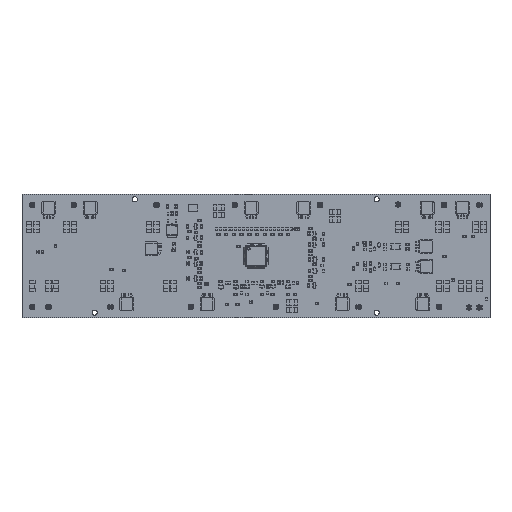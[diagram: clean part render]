
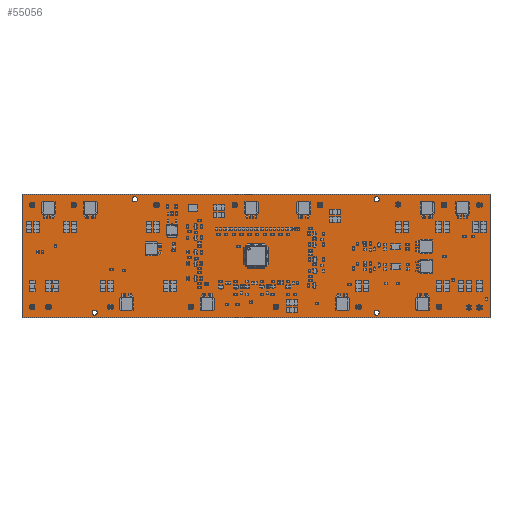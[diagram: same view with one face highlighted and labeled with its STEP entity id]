
A CAD part, top view. The second image highlights one B-rep face of the part: STEP entity #55056.
In plain terms, the highlighted planar face has unit normal (0, 0, 1).
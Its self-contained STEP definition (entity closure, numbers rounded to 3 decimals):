
#54900 = VERTEX_POINT('',#54901);
#54901 = CARTESIAN_POINT('',(266.,0.,1.6));
#54907 = EDGE_CURVE('',#54900,#54908,#54910,.T.);
#54908 = VERTEX_POINT('',#54909);
#54909 = CARTESIAN_POINT('',(0.,0.,1.6));
#54910 = LINE('',#54911,#54912);
#54911 = CARTESIAN_POINT('',(266.,0.,1.6));
#54912 = VECTOR('',#54913,1.);
#54913 = DIRECTION('',(-1.,0.,0.));
#54940 = VERTEX_POINT('',#54941);
#54941 = CARTESIAN_POINT('',(266.,70.,1.6));
#54947 = EDGE_CURVE('',#54940,#54900,#54948,.T.);
#54948 = LINE('',#54949,#54950);
#54949 = CARTESIAN_POINT('',(266.,70.,1.6));
#54950 = VECTOR('',#54951,1.);
#54951 = DIRECTION('',(0.,-1.,0.));
#54969 = EDGE_CURVE('',#54908,#54970,#54972,.T.);
#54970 = VERTEX_POINT('',#54971);
#54971 = CARTESIAN_POINT('',(0.,70.,1.6));
#54972 = LINE('',#54973,#54974);
#54973 = CARTESIAN_POINT('',(0.,0.,1.6));
#54974 = VECTOR('',#54975,1.);
#54975 = DIRECTION('',(0.,1.,0.));
#55056 = ADVANCED_FACE('',(#55057,#55068,#55079,#55090,#55101),#55112,
  .T.);
#55057 = FACE_BOUND('',#55058,.T.);
#55058 = EDGE_LOOP('',(#55059,#55060,#55061,#55067));
#55059 = ORIENTED_EDGE('',*,*,#54907,.F.);
#55060 = ORIENTED_EDGE('',*,*,#54947,.F.);
#55061 = ORIENTED_EDGE('',*,*,#55062,.F.);
#55062 = EDGE_CURVE('',#54970,#54940,#55063,.T.);
#55063 = LINE('',#55064,#55065);
#55064 = CARTESIAN_POINT('',(0.,70.,1.6));
#55065 = VECTOR('',#55066,1.);
#55066 = DIRECTION('',(1.,0.,0.));
#55067 = ORIENTED_EDGE('',*,*,#54969,.F.);
#55068 = FACE_BOUND('',#55069,.T.);
#55069 = EDGE_LOOP('',(#55070));
#55070 = ORIENTED_EDGE('',*,*,#55071,.T.);
#55071 = EDGE_CURVE('',#55072,#55072,#55074,.T.);
#55072 = VERTEX_POINT('',#55073);
#55073 = CARTESIAN_POINT('',(41.3,1.294,1.6));
#55074 = CIRCLE('',#55075,1.5);
#55075 = AXIS2_PLACEMENT_3D('',#55076,#55077,#55078);
#55076 = CARTESIAN_POINT('',(41.3,2.794,1.6));
#55077 = DIRECTION('',(-0.,0.,-1.));
#55078 = DIRECTION('',(-0.,-1.,0.));
#55079 = FACE_BOUND('',#55080,.T.);
#55080 = EDGE_LOOP('',(#55081));
#55081 = ORIENTED_EDGE('',*,*,#55082,.T.);
#55082 = EDGE_CURVE('',#55083,#55083,#55085,.T.);
#55083 = VERTEX_POINT('',#55084);
#55084 = CARTESIAN_POINT('',(201.6,1.294,1.6));
#55085 = CIRCLE('',#55086,1.5);
#55086 = AXIS2_PLACEMENT_3D('',#55087,#55088,#55089);
#55087 = CARTESIAN_POINT('',(201.6,2.794,1.6));
#55088 = DIRECTION('',(-0.,0.,-1.));
#55089 = DIRECTION('',(-0.,-1.,0.));
#55090 = FACE_BOUND('',#55091,.T.);
#55091 = EDGE_LOOP('',(#55092));
#55092 = ORIENTED_EDGE('',*,*,#55093,.T.);
#55093 = EDGE_CURVE('',#55094,#55094,#55096,.T.);
#55094 = VERTEX_POINT('',#55095);
#55095 = CARTESIAN_POINT('',(64.1,65.706,1.6));
#55096 = CIRCLE('',#55097,1.5);
#55097 = AXIS2_PLACEMENT_3D('',#55098,#55099,#55100);
#55098 = CARTESIAN_POINT('',(64.1,67.206,1.6));
#55099 = DIRECTION('',(-0.,0.,-1.));
#55100 = DIRECTION('',(-0.,-1.,0.));
#55101 = FACE_BOUND('',#55102,.T.);
#55102 = EDGE_LOOP('',(#55103));
#55103 = ORIENTED_EDGE('',*,*,#55104,.T.);
#55104 = EDGE_CURVE('',#55105,#55105,#55107,.T.);
#55105 = VERTEX_POINT('',#55106);
#55106 = CARTESIAN_POINT('',(201.601,65.706,1.6));
#55107 = CIRCLE('',#55108,1.5);
#55108 = AXIS2_PLACEMENT_3D('',#55109,#55110,#55111);
#55109 = CARTESIAN_POINT('',(201.601,67.206,1.6));
#55110 = DIRECTION('',(-0.,0.,-1.));
#55111 = DIRECTION('',(-0.,-1.,0.));
#55112 = PLANE('',#55113);
#55113 = AXIS2_PLACEMENT_3D('',#55114,#55115,#55116);
#55114 = CARTESIAN_POINT('',(0.,0.,1.6));
#55115 = DIRECTION('',(0.,0.,1.));
#55116 = DIRECTION('',(1.,0.,-0.));
